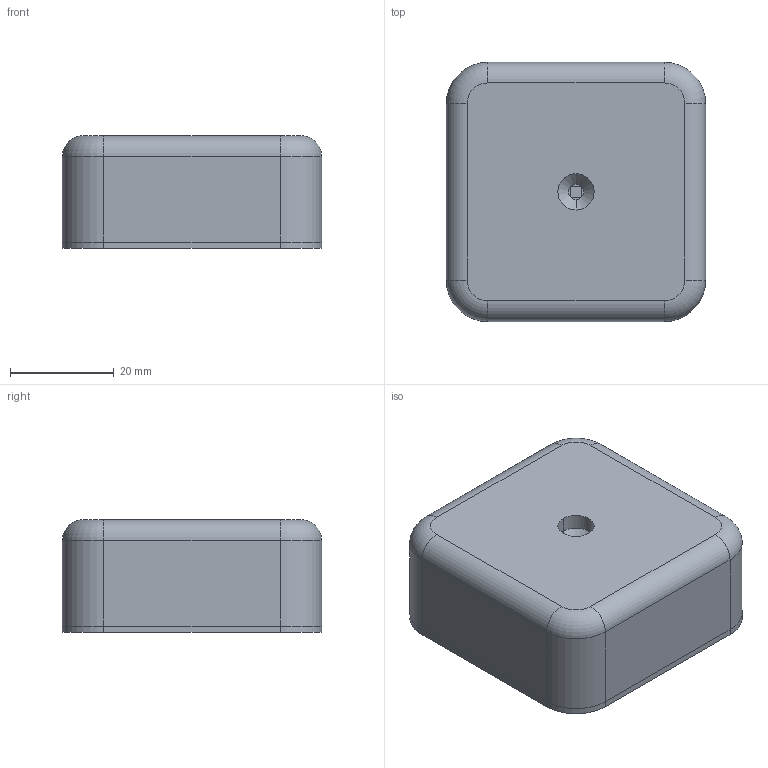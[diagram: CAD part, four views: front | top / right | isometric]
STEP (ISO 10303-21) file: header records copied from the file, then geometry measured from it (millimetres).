
FILE_DESCRIPTION (( 'STEP AP214' ), '1' );
FILE_NAME ('UKO10-050-050-020-K24.STEP', '2021-12-08T12:54:22', ( '' ), ( '' ), 'SwSTEP 2.0', 'SolidWorks 2021', '' );
FILE_SCHEMA (( 'AUTOMOTIVE_DESIGN' ));
Length unit declared in the file: millimetre
Products named in the file (1): UKO10-050-050-020-K24
Bounding box: 50 x 50 x 21.7 mm (x, y, z)
Volume: 11822.6 mm3; surface area: 18515.4 mm2
Topology: 2 solids, 2 shells, 368 faces, 970 edges, 618 vertices
Faces by surface type: plane 238, cylinder 108, torus 18, cone 4
Entity records: 11289 total; most frequent: CARTESIAN_POINT 2053, ORIENTED_EDGE 1940, DIRECTION 1872, EDGE_CURVE 970, VECTOR 742, LINE 742, VERTEX_POINT 618, AXIS2_PLACEMENT_3D 565
